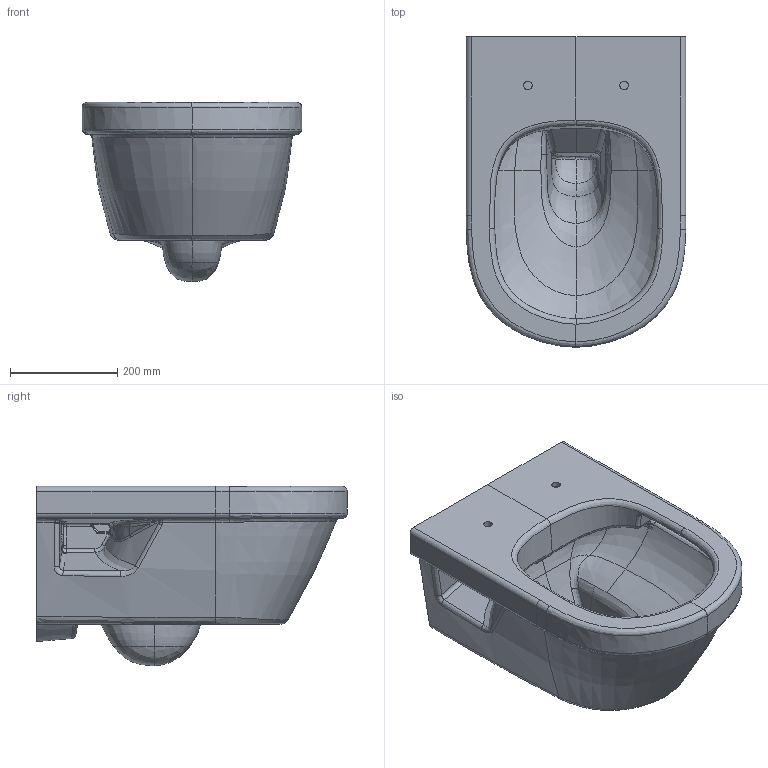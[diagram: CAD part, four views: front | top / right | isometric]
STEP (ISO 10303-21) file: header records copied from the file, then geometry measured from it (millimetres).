
FILE_DESCRIPTION(/* description */ (''),/* implementation_level */ '2;1');
FILE_NAME(/* name */ '4688R0_Architectura_WWC_XL.stp',/* time_stamp */ '2019-01-31T10:45:35+01:00',/* author */ (''),/* organization */ (''),/* preprocessor_version */ 'ST-DEVELOPER v16',/* originating_system */ 'SIEMENS PLM Software NX 10.0',/* authorisation */ '');
FILE_SCHEMA (('AUTOMOTIVE_DESIGN { 1 0 10303 214 3 1 1 1 }'));
Length unit declared in the file: millimetre
Products named in the file (1): math2F08A81B6mo5
Bounding box: 410.09 x 580 x 335 mm (x, y, z)
Volume: 28156566.8 mm3; surface area: 1113534.4 mm2
Topology: 1 solids, 1 shells, 394 faces, 922 edges, 522 vertices
Faces by surface type: bspline 292, plane 38, cylinder 32, sphere 24, extrusion 6, torus 2
Full cylindrical faces by diameter (mm): 16 x2
Entity records: 30543 total; most frequent: CARTESIAN_POINT 24040, ORIENTED_EDGE 1810, EDGE_CURVE 905, DIRECTION 686, B_SPLINE_CURVE_WITH_KNOTS 521, VERTEX_POINT 520, EDGE_LOOP 401, ADVANCED_FACE 394
